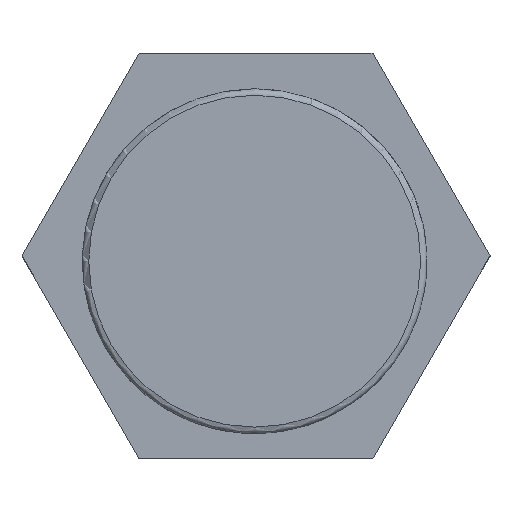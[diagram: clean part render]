
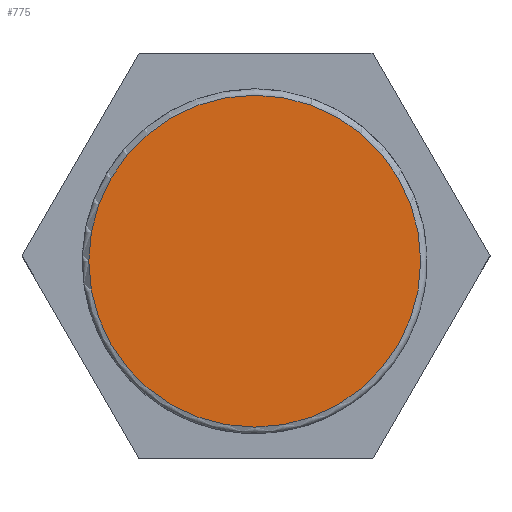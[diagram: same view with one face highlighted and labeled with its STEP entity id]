
A CAD part, top view. The second image highlights one B-rep face of the part: STEP entity #775.
In plain terms, the highlighted face is planar.
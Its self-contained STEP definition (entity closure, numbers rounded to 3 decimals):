
#135=PLANE('',#917);
#270=FACE_OUTER_BOUND('',#341,.T.);
#341=EDGE_LOOP('',(#691));
#382=CIRCLE('',#905,13.);
#451=VERTEX_POINT('',#3130);
#527=EDGE_CURVE('',#451,#451,#382,.T.);
#691=ORIENTED_EDGE('',*,*,#527,.T.);
#775=ADVANCED_FACE('',(#270),#135,.F.);
#905=AXIS2_PLACEMENT_3D('',#3131,#1083,#1084);
#917=AXIS2_PLACEMENT_3D('',#3168,#1119,#1120);
#1083=DIRECTION('center_axis',(0.,0.,-1.));
#1084=DIRECTION('ref_axis',(1.,0.,0.));
#1119=DIRECTION('center_axis',(0.,0.,1.));
#1120=DIRECTION('ref_axis',(1.,0.,0.));
#3130=CARTESIAN_POINT('',(13.,0.,0.));
#3131=CARTESIAN_POINT('Origin',(0.,0.,0.));
#3168=CARTESIAN_POINT('Origin',(0.,0.,0.));
